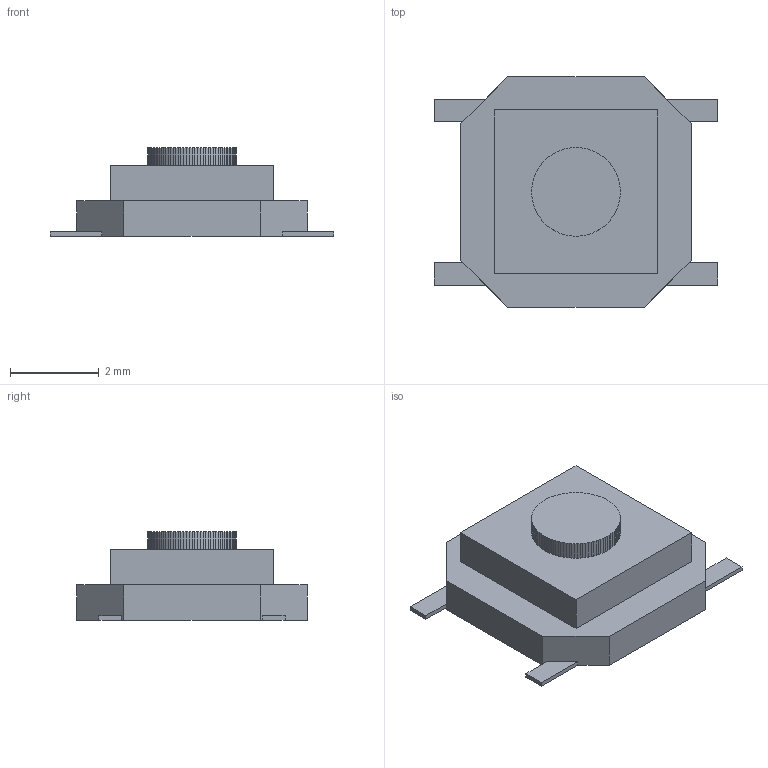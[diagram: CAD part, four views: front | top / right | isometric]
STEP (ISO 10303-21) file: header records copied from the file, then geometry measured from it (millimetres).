
FILE_DESCRIPTION(('FreeCAD Model'),'2;1');
FILE_NAME('smd-tac-5.2x5.2x2mm.step', '2016-11-05T12:39:18',('Author'),(''), 'Open CASCADE STEP processor 6.8','FreeCAD','Unknown');
FILE_SCHEMA(('AUTOMOTIVE_DESIGN_CC2 { 1 2 10303 214 -1 1 5 4 }'));
Length unit declared in the file: millimetre
Products named in the file (2): ASSEMBLY; union002
Assembly tree (1 placements, depth 2):
  ASSEMBLY
    union002
Bounding box: 6.4 x 5.2 x 2 mm (x, y, z)
Volume: 32.2 mm3; surface area: 82.9 mm2
Topology: 1 solids, 1 shells, 140 faces, 400 edges, 264 vertices
Faces by surface type: plane 140
Entity records: 10420 total; most frequent: CARTESIAN_POINT 1858, DIRECTION 1232, LINE 948, VECTOR 948, ORIENTED_EDGE 800, PCURVE 800, DEFINITIONAL_REPRESENTATION 800, EDGE_CURVE 400
